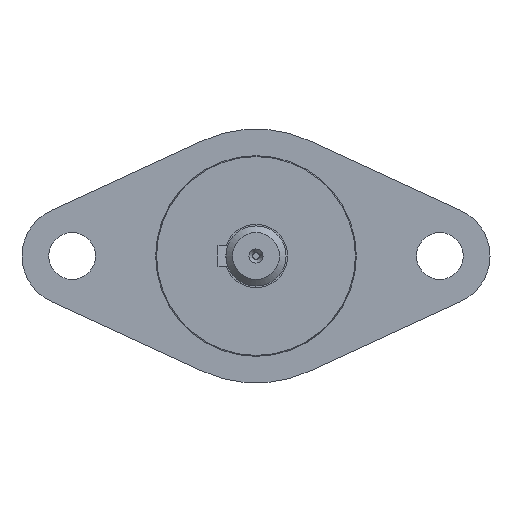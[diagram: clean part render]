
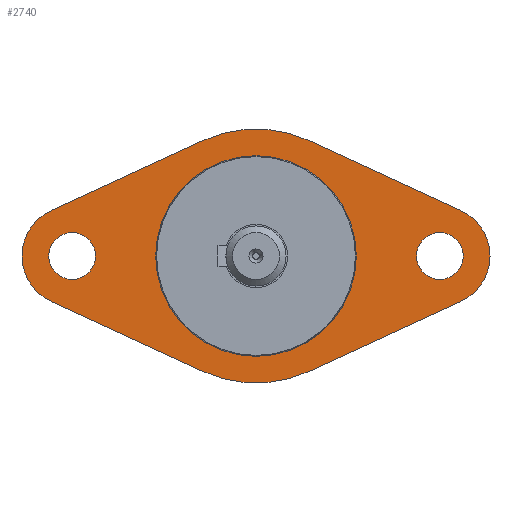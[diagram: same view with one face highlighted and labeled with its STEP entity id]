
A CAD part, left-side view. The second image highlights one B-rep face of the part: STEP entity #2740.
In plain terms, the highlighted planar face has unit normal (-1, 0, 0).
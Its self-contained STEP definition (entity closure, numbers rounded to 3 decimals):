
#115=LINE('',#4106,#341);
#119=LINE('',#4118,#345);
#123=LINE('',#4130,#349);
#127=LINE('',#4140,#353);
#341=VECTOR('',#3313,10.);
#345=VECTOR('',#3325,10.);
#349=VECTOR('',#3337,10.);
#353=VECTOR('',#3349,10.);
#696=FACE_BOUND('',#920,.T.);
#697=FACE_BOUND('',#921,.T.);
#698=FACE_BOUND('',#922,.T.);
#762=FACE_OUTER_BOUND('',#919,.T.);
#919=EDGE_LOOP('',(#2002,#2003,#2004,#2005,#2006,#2007,#2008,#2009));
#920=EDGE_LOOP('',(#2010));
#921=EDGE_LOOP('',(#2011));
#922=EDGE_LOOP('',(#2012,#2013));
#1093=CIRCLE('',#2934,3.5);
#1095=CIRCLE('',#2937,3.5);
#1097=CIRCLE('',#2940,7.5);
#1099=CIRCLE('',#2944,19.);
#1101=CIRCLE('',#2948,7.5);
#1103=CIRCLE('',#2952,19.);
#1114=CIRCLE('',#2969,15.);
#1115=CIRCLE('',#2970,15.);
#1238=VERTEX_POINT('',#4084);
#1240=VERTEX_POINT('',#4090);
#1243=VERTEX_POINT('',#4097);
#1244=VERTEX_POINT('',#4099);
#1246=VERTEX_POINT('',#4105);
#1248=VERTEX_POINT('',#4111);
#1250=VERTEX_POINT('',#4117);
#1252=VERTEX_POINT('',#4123);
#1254=VERTEX_POINT('',#4129);
#1256=VERTEX_POINT('',#4135);
#1267=VERTEX_POINT('',#4168);
#1268=VERTEX_POINT('',#4169);
#1514=EDGE_CURVE('',#1238,#1238,#1093,.T.);
#1517=EDGE_CURVE('',#1240,#1240,#1095,.T.);
#1520=EDGE_CURVE('',#1244,#1243,#1097,.T.);
#1523=EDGE_CURVE('',#1246,#1244,#115,.T.);
#1526=EDGE_CURVE('',#1248,#1246,#1099,.T.);
#1529=EDGE_CURVE('',#1250,#1248,#119,.T.);
#1532=EDGE_CURVE('',#1252,#1250,#1101,.T.);
#1535=EDGE_CURVE('',#1254,#1252,#123,.T.);
#1538=EDGE_CURVE('',#1256,#1254,#1103,.T.);
#1541=EDGE_CURVE('',#1243,#1256,#127,.T.);
#1554=EDGE_CURVE('',#1267,#1268,#1114,.T.);
#1555=EDGE_CURVE('',#1268,#1267,#1115,.T.);
#2002=ORIENTED_EDGE('',*,*,#1532,.T.);
#2003=ORIENTED_EDGE('',*,*,#1529,.T.);
#2004=ORIENTED_EDGE('',*,*,#1526,.T.);
#2005=ORIENTED_EDGE('',*,*,#1523,.T.);
#2006=ORIENTED_EDGE('',*,*,#1520,.T.);
#2007=ORIENTED_EDGE('',*,*,#1541,.T.);
#2008=ORIENTED_EDGE('',*,*,#1538,.T.);
#2009=ORIENTED_EDGE('',*,*,#1535,.T.);
#2010=ORIENTED_EDGE('',*,*,#1514,.T.);
#2011=ORIENTED_EDGE('',*,*,#1517,.T.);
#2012=ORIENTED_EDGE('',*,*,#1554,.T.);
#2013=ORIENTED_EDGE('',*,*,#1555,.T.);
#2627=PLANE('',#2971);
#2740=ADVANCED_FACE('',(#762,#696,#697,#698),#2627,.T.);
#2934=AXIS2_PLACEMENT_3D('',#4086,#3293,#3294);
#2937=AXIS2_PLACEMENT_3D('',#4092,#3300,#3301);
#2940=AXIS2_PLACEMENT_3D('',#4100,#3307,#3308);
#2944=AXIS2_PLACEMENT_3D('',#4112,#3319,#3320);
#2948=AXIS2_PLACEMENT_3D('',#4124,#3331,#3332);
#2952=AXIS2_PLACEMENT_3D('',#4136,#3343,#3344);
#2969=AXIS2_PLACEMENT_3D('',#4170,#3382,#3383);
#2970=AXIS2_PLACEMENT_3D('',#4171,#3384,#3385);
#2971=AXIS2_PLACEMENT_3D('',#4173,#3387,#3388);
#3293=DIRECTION('center_axis',(1.,0.,0.));
#3294=DIRECTION('ref_axis',(0.,0.,
-1.));
#3300=DIRECTION('center_axis',(1.,0.,0.));
#3301=DIRECTION('ref_axis',(0.,0.,
-1.));
#3307=DIRECTION('center_axis',(-1.,0.,0.));
#3308=DIRECTION('ref_axis',(0.,0.418,-0.908));
#3313=DIRECTION('',(0.,0.908,-0.418));
#3319=DIRECTION('center_axis',(-1.,0.,0.));
#3320=DIRECTION('ref_axis',(0.,0.418,0.908));
#3325=DIRECTION('',(0.,0.908,0.418));
#3331=DIRECTION('center_axis',(-1.,0.,0.));
#3332=DIRECTION('ref_axis',(0.,-0.418,0.908));
#3337=DIRECTION('',(0.,-0.908,0.418));
#3343=DIRECTION('center_axis',(-1.,0.,0.));
#3344=DIRECTION('ref_axis',(0.,-0.418,-0.908));
#3349=DIRECTION('',(0.,-0.908,-0.418));
#3382=DIRECTION('center_axis',(1.,0.,0.));
#3383=DIRECTION('ref_axis',(0.,-1.,0.));
#3384=DIRECTION('center_axis',(1.,0.,0.));
#3385=DIRECTION('ref_axis',(0.,-1.,0.));
#3387=DIRECTION('center_axis',(-1.,0.,0.));
#3388=DIRECTION('ref_axis',(0.,0.,
-1.));
#4084=CARTESIAN_POINT('',(-65.7,27.5,3.5));
#4086=CARTESIAN_POINT('Origin',(-65.7,27.5,0.));
#4090=CARTESIAN_POINT('',(-65.7,-27.5,3.5));
#4092=CARTESIAN_POINT('Origin',(-65.7,-27.5,0.));
#4097=CARTESIAN_POINT('',(-65.7,30.636,-6.813));
#4099=CARTESIAN_POINT('',(-65.7,30.636,6.813));
#4100=CARTESIAN_POINT('Origin',(-65.7,27.5,0.));
#4105=CARTESIAN_POINT('',(-65.7,7.945,17.259));
#4106=CARTESIAN_POINT('',(-65.7,8.977,16.784));
#4111=CARTESIAN_POINT('',(-65.7,-7.945,17.259));
#4112=CARTESIAN_POINT('Origin',(-65.7,0.,
0.));
#4117=CARTESIAN_POINT('',(-65.7,-30.636,6.813));
#4118=CARTESIAN_POINT('',(-65.7,-18.26,12.511));
#4123=CARTESIAN_POINT('',(-65.7,-30.636,-6.813));
#4124=CARTESIAN_POINT('Origin',(-65.7,-27.5,0.));
#4129=CARTESIAN_POINT('',(-65.7,-7.945,-17.259));
#4130=CARTESIAN_POINT('',(-65.7,-29.605,-7.288));
#4135=CARTESIAN_POINT('',(-65.7,7.945,-17.259));
#4136=CARTESIAN_POINT('Origin',(-65.7,0.,
0.));
#4140=CARTESIAN_POINT('',(-65.7,-2.369,-22.007));
#4168=CARTESIAN_POINT('',(-65.7,-15.,0.));
#4169=CARTESIAN_POINT('',(-65.7,15.,0.));
#4170=CARTESIAN_POINT('Origin',(-65.7,0.,
0.));
#4171=CARTESIAN_POINT('Origin',(-65.7,0.,
0.));
#4173=CARTESIAN_POINT('Origin',(-65.7,-25.,0.));
